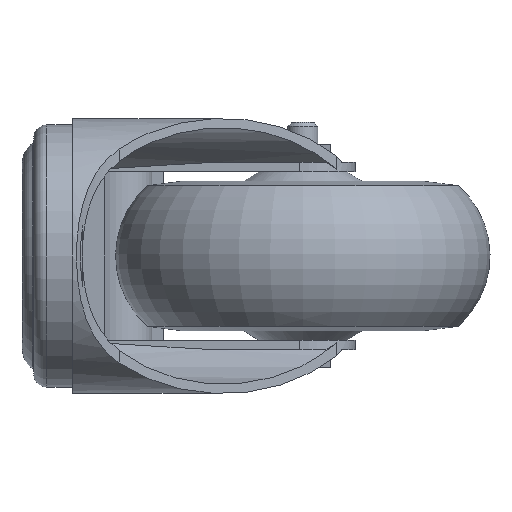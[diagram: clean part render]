
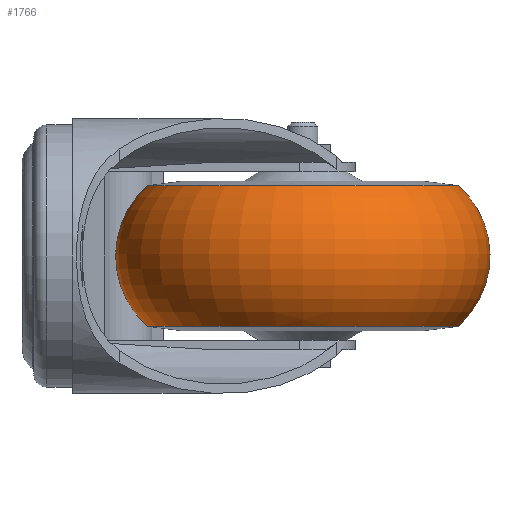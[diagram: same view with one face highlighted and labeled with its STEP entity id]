
A CAD part, left-side view. The second image highlights one B-rep face of the part: STEP entity #1766.
In plain terms, the highlighted toroidal (fillet/blend) face has major radius 25 mm and minor radius 25 mm.
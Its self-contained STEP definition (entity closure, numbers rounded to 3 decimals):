
#20=TOROIDAL_SURFACE('',#1944,25.,25.);
#133=CIRCLE('',#1943,41.536);
#134=CIRCLE('',#1945,41.536);
#497=ORIENTED_EDGE('',*,*,#836,.T.);
#498=ORIENTED_EDGE('',*,*,#837,.F.);
#836=EDGE_CURVE('',#1015,#1015,#133,.T.);
#837=EDGE_CURVE('',#1016,#1016,#134,.T.);
#1015=VERTEX_POINT('',#3009);
#1016=VERTEX_POINT('',#3012);
#1414=EDGE_LOOP('',(#497));
#1415=EDGE_LOOP('',(#498));
#1568=FACE_BOUND('',#1414,.T.);
#1569=FACE_BOUND('',#1415,.T.);
#1766=ADVANCED_FACE('',(#1568,#1569),#20,.T.);
#1943=AXIS2_PLACEMENT_3D('',#3008,#2395,#2396);
#1944=AXIS2_PLACEMENT_3D('',#3010,#2397,#2398);
#1945=AXIS2_PLACEMENT_3D('',#3011,#2399,#2400);
#2395=DIRECTION('',(0.,0.,-1.));
#2396=DIRECTION('',(-1.,0.,0.));
#2397=DIRECTION('',(0.,0.,-1.));
#2398=DIRECTION('',(-1.,0.,0.));
#2399=DIRECTION('',(0.,0.,-1.));
#2400=DIRECTION('',(-1.,0.,0.));
#3008=CARTESIAN_POINT('',(0.,0.,18.75));
#3009=CARTESIAN_POINT('',(-41.536,0.,18.75));
#3010=CARTESIAN_POINT('',(0.,0.,0.));
#3011=CARTESIAN_POINT('',(0.,0.,-18.75));
#3012=CARTESIAN_POINT('',(-41.536,0.,-18.75));
